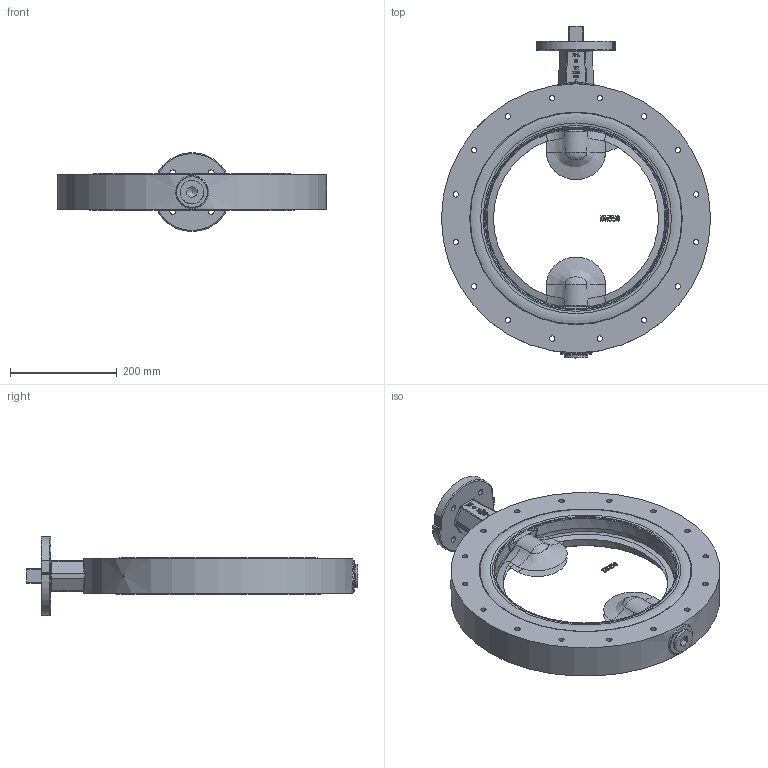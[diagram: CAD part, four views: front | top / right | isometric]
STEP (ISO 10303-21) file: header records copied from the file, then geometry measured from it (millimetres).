
FILE_DESCRIPTION((''),'2;1');
FILE_NAME('Z014-WN DN350.stp','2015-02-19T09:15:50',('hellwig'),(''),'Autodesk Inventor 2013','Autodesk Inventor 2013','');
FILE_SCHEMA(('AUTOMOTIVE_DESIGN { 1 0 10303 214 1 1 1 1 }'));
Length unit declared in the file: millimetre
Products named in the file (1): M29165_Shrinkwrap_1
Bounding box: 505 x 623 x 147.73 mm (x, y, z)
Volume: 8606629.8 mm3; surface area: 657240.6 mm2
Topology: 6 solids, 22 shells, 908 faces, 2314 edges, 1486 vertices
Faces by surface type: bspline 334, plane 289, cylinder 152, cone 56, torus 53, revolution 20, sphere 4
Full cylindrical faces by diameter (mm): 4.134 x1, 4.917 x1, 5.5 x1, 6.647 x2, 10.106 x16, 11 x4, 25 x1, 25.5 x6, 26 x1, 29.5 x1, 30 x9, 30.1 x4, 30.2 x9, 30.35 x4, 34.6 x4, 34.95 x4, 35 x3, 35.2 x1, 36.376 x2, 38.3 x1, 43.9 x1, 44 x1, 58 x1, 70.1 x1, 399 x2, 505 x1
Entity records: 32863 total; most frequent: CARTESIAN_POINT 13094, ORIENTED_EDGE 4220, DIRECTION 2963, EDGE_CURVE 2110, VERTEX_POINT 1426, EDGE_LOOP 1164, AXIS2_PLACEMENT_3D 1084, STYLED_ITEM 904
